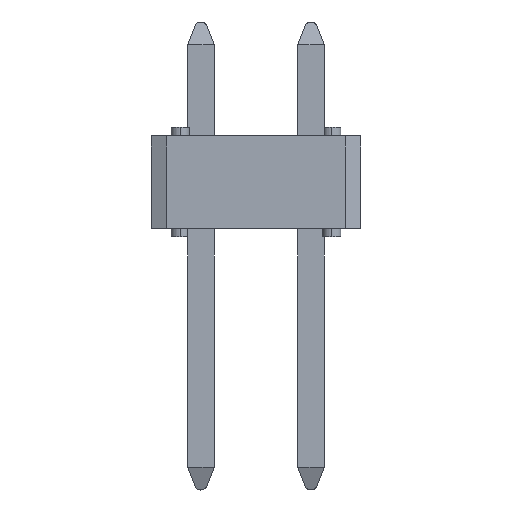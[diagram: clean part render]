
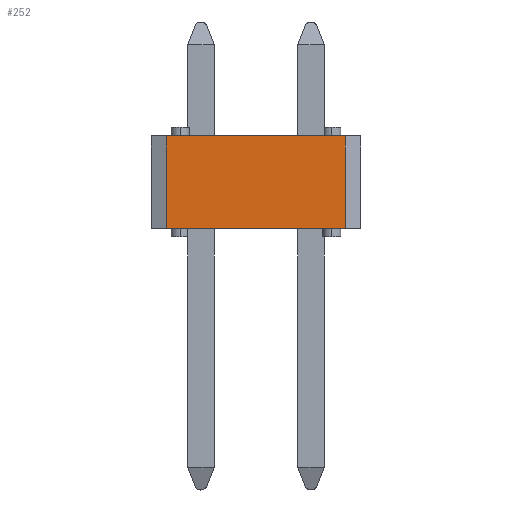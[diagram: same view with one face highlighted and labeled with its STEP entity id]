
A CAD part, left-side view. The second image highlights one B-rep face of the part: STEP entity #252.
In plain terms, the highlighted planar face has unit normal (-1, 0, 0).
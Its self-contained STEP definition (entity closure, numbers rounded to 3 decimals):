
#252=ADVANCED_FACE('11166',(#601),#602,.F.);
#601=FACE_OUTER_BOUND('',#1151,.T.);
#602=PLANE('',#1152);
#1151=EDGE_LOOP('',(#2109,#2110,#2111,#2112));
#1152=AXIS2_PLACEMENT_3D('',#2113,#2114,#2115);
#2109=ORIENTED_EDGE('',*,*,#3739,.T.);
#2110=ORIENTED_EDGE('',*,*,#3638,.T.);
#2111=ORIENTED_EDGE('',*,*,#3740,.F.);
#2112=ORIENTED_EDGE('',*,*,#3522,.F.);
#2113=CARTESIAN_POINT('',(-4.999,15.326,16.503));
#2114=DIRECTION('',(1.0,0.0,0.0));
#2115=DIRECTION('',(0.0,1.0,-0.0));
#3522=EDGE_CURVE('11178',#4136,#4075,#4138,.T.);
#3638=EDGE_CURVE('11182',#4296,#4356,#4358,.T.);
#3739=EDGE_CURVE('11191',#4136,#4296,#4523,.T.);
#3740=EDGE_CURVE('11190',#4075,#4356,#4524,.T.);
#4075=VERTEX_POINT('',#5027);
#4136=VERTEX_POINT('',#5118);
#4138=LINE('',#5121,#5122);
#4296=VERTEX_POINT('',#5348);
#4356=VERTEX_POINT('',#5438);
#4358=LINE('',#5441,#5442);
#4523=LINE('',#5691,#5692);
#4524=LINE('',#5693,#5694);
#5027=CARTESIAN_POINT('',(-4.999,19.984,14.373));
#5118=CARTESIAN_POINT('',(-4.999,15.868,14.373));
#5121=CARTESIAN_POINT('',(-4.999,15.868,14.373));
#5122=VECTOR('',#6882,4.116);
#5348=CARTESIAN_POINT('',(-4.999,15.868,16.503));
#5438=CARTESIAN_POINT('',(-4.999,19.984,16.503));
#5441=CARTESIAN_POINT('',(-4.999,15.868,16.503));
#5442=VECTOR('',#7030,4.116);
#5691=CARTESIAN_POINT('',(-4.999,15.868,14.373));
#5692=VECTOR('',#7163,2.13);
#5693=CARTESIAN_POINT('',(-4.999,19.984,14.373));
#5694=VECTOR('',#7164,2.13);
#6882=DIRECTION('',(0.0,1.0,0.0));
#7030=DIRECTION('',(0.0,1.0,0.0));
#7163=DIRECTION('',(0.0,0.0,1.0));
#7164=DIRECTION('',(0.0,0.0,1.0));
